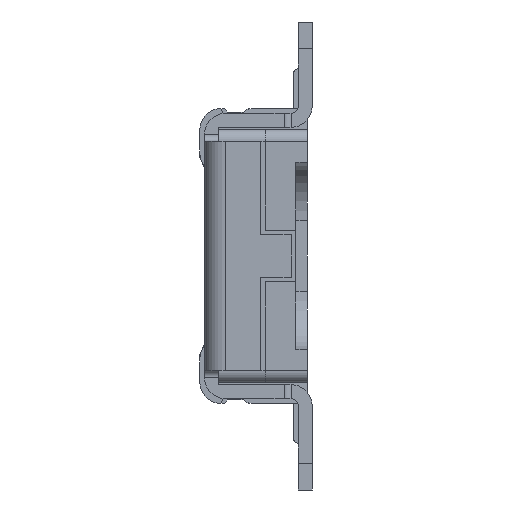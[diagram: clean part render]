
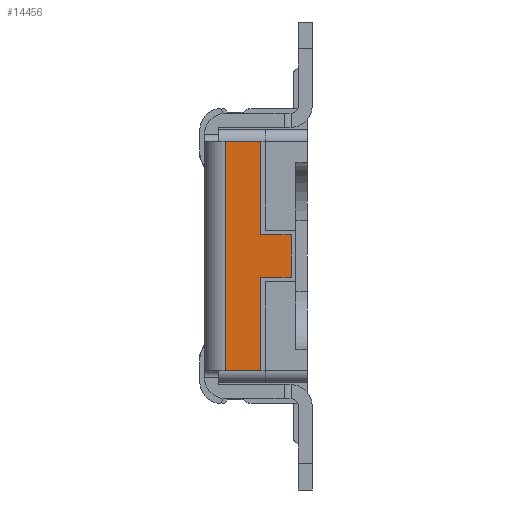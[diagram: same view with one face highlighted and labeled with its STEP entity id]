
A CAD part, left-side view. The second image highlights one B-rep face of the part: STEP entity #14456.
In plain terms, the highlighted planar face has unit normal (-1, 0, 0).
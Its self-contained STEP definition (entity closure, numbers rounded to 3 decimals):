
#1288=DIRECTION('',(0.,1.,0.));
#1289=VECTOR('',#1288,0.15);
#1290=CARTESIAN_POINT('',(-2.745,0.2,0.49));
#1291=LINE('',#1290,#1289);
#1292=DIRECTION('',(0.,0.,1.));
#1293=VECTOR('',#1292,0.98);
#1294=CARTESIAN_POINT('',(-2.745,0.35,-0.49));
#1295=LINE('',#1294,#1293);
#1296=DIRECTION('',(0.,0.,-1.));
#1297=VECTOR('',#1296,0.4);
#1298=CARTESIAN_POINT('',(-2.745,0.2,0.49));
#1299=LINE('',#1298,#1297);
#1300=DIRECTION('',(0.,-1.,0.));
#1301=VECTOR('',#1300,0.13);
#1302=CARTESIAN_POINT('',(-2.745,0.2,0.09));
#1303=LINE('',#1302,#1301);
#1304=DIRECTION('',(0.,0.,-1.));
#1305=VECTOR('',#1304,0.18);
#1306=CARTESIAN_POINT('',(-2.745,0.07,0.09));
#1307=LINE('',#1306,#1305);
#1308=DIRECTION('',(0.,1.,0.));
#1309=VECTOR('',#1308,0.13);
#1310=CARTESIAN_POINT('',(-2.745,0.07,-0.09));
#1311=LINE('',#1310,#1309);
#1312=DIRECTION('',(0.,0.,-1.));
#1313=VECTOR('',#1312,0.4);
#1314=CARTESIAN_POINT('',(-2.745,0.2,-0.09));
#1315=LINE('',#1314,#1313);
#1437=DIRECTION('',(0.,-1.,0.));
#1438=VECTOR('',#1437,0.15);
#1439=CARTESIAN_POINT('',(-2.745,0.35,-0.49));
#1440=LINE('',#1439,#1438);
#10500=CARTESIAN_POINT('',(-2.745,0.2,0.49));
#10501=CARTESIAN_POINT('',(-2.745,0.2,0.09));
#10502=VERTEX_POINT('',#10500);
#10503=VERTEX_POINT('',#10501);
#10504=CARTESIAN_POINT('',(-2.745,0.07,0.09));
#10505=VERTEX_POINT('',#10504);
#10506=CARTESIAN_POINT('',(-2.745,0.07,-0.09));
#10507=VERTEX_POINT('',#10506);
#10508=CARTESIAN_POINT('',(-2.745,0.2,-0.09));
#10509=VERTEX_POINT('',#10508);
#10510=CARTESIAN_POINT('',(-2.745,0.2,-0.49));
#10511=VERTEX_POINT('',#10510);
#10681=CARTESIAN_POINT('',(-2.745,0.35,0.49));
#10683=VERTEX_POINT('',#10681);
#10684=CARTESIAN_POINT('',(-2.745,0.35,-0.49));
#10685=VERTEX_POINT('',#10684);
#14435=CARTESIAN_POINT('',(-2.745,0.38,-0.49));
#14436=DIRECTION('',(-1.,0.,0.));
#14437=DIRECTION('',(0.,0.,1.));
#14438=AXIS2_PLACEMENT_3D('',#14435,#14436,#14437);
#14439=PLANE('',#14438);
#14440=ORIENTED_EDGE('',*,*,#14427,.T.);
#14441=ORIENTED_EDGE('',*,*,#14416,.F.);
#14443=ORIENTED_EDGE('',*,*,#14442,.T.);
#14445=ORIENTED_EDGE('',*,*,#14444,.T.);
#14447=ORIENTED_EDGE('',*,*,#14446,.T.);
#14449=ORIENTED_EDGE('',*,*,#14448,.T.);
#14451=ORIENTED_EDGE('',*,*,#14450,.T.);
#14453=ORIENTED_EDGE('',*,*,#14452,.F.);
#14454=EDGE_LOOP('',(#14440,#14441,#14443,#14445,#14447,#14449,#14451,#14453));
#14455=FACE_OUTER_BOUND('',#14454,.F.);
#14456=ADVANCED_FACE('',(#14455),#14439,.T.);
#14416=EDGE_CURVE('',#10502,#10683,#1291,.T.);
#14427=EDGE_CURVE('',#10685,#10683,#1295,.T.);
#14442=EDGE_CURVE('',#10502,#10503,#1299,.T.);
#14444=EDGE_CURVE('',#10503,#10505,#1303,.T.);
#14446=EDGE_CURVE('',#10505,#10507,#1307,.T.);
#14448=EDGE_CURVE('',#10507,#10509,#1311,.T.);
#14450=EDGE_CURVE('',#10509,#10511,#1315,.T.);
#14452=EDGE_CURVE('',#10685,#10511,#1440,.T.);
